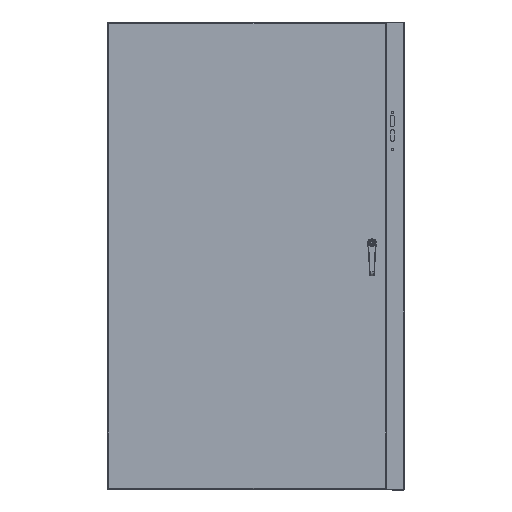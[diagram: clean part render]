
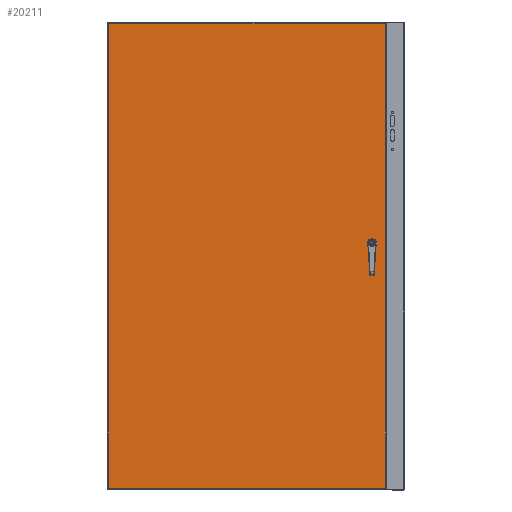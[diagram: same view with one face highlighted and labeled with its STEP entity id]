
A CAD part, top view. The second image highlights one B-rep face of the part: STEP entity #20211.
In plain terms, the highlighted face is planar.
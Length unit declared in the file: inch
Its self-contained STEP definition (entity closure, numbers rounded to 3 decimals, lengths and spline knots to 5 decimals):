
#18917=CARTESIAN_POINT('',(2.03262,31.825,0.0));
#18918=VERTEX_POINT('',#18917);
#18925=CARTESIAN_POINT('',(2.22,31.63762,0.0));
#18926=VERTEX_POINT('',#18925);
#18927=CARTESIAN_POINT('',(1.82,31.425,0.0));
#18928=DIRECTION('',(0.0,0.0,1.0));
#18929=DIRECTION('',(-0.469,-0.883,0.0));
#18930=AXIS2_PLACEMENT_3D('',#18927,#18928,#18929);
#18931=CIRCLE('',#18930,0.453);
#18932=EDGE_CURVE('',#18926,#18918,#18931,.T.);
#18957=CARTESIAN_POINT('',(2.22,31.21238,0.0));
#18958=VERTEX_POINT('',#18957);
#18959=CARTESIAN_POINT('',(2.22,31.21238,0.0));
#18960=DIRECTION('',(0.0,1.0,0.0));
#18961=VECTOR('',#18960,0.42525);
#18962=LINE('',#18959,#18961);
#18963=EDGE_CURVE('',#18958,#18926,#18962,.T.);
#18989=CARTESIAN_POINT('',(2.03262,31.025,0.0));
#18990=VERTEX_POINT('',#18989);
#18991=CARTESIAN_POINT('',(1.82,31.425,0.0));
#18992=DIRECTION('',(0.0,0.0,1.0));
#18993=DIRECTION('',(-0.883,0.469,0.0));
#18994=AXIS2_PLACEMENT_3D('',#18991,#18992,#18993);
#18995=CIRCLE('',#18994,0.453);
#18996=EDGE_CURVE('',#18990,#18958,#18995,.T.);
#19021=CARTESIAN_POINT('',(1.60738,31.025,0.0));
#19022=VERTEX_POINT('',#19021);
#19023=CARTESIAN_POINT('',(1.60738,31.025,0.0));
#19024=DIRECTION('',(1.0,0.0,0.0));
#19025=VECTOR('',#19024,0.42525);
#19026=LINE('',#19023,#19025);
#19027=EDGE_CURVE('',#19022,#18990,#19026,.T.);
#19053=CARTESIAN_POINT('',(1.42,31.21238,0.0));
#19054=VERTEX_POINT('',#19053);
#19055=CARTESIAN_POINT('',(1.82,31.425,0.0));
#19056=DIRECTION('',(0.0,0.0,1.0));
#19057=DIRECTION('',(0.469,0.883,0.0));
#19058=AXIS2_PLACEMENT_3D('',#19055,#19056,#19057);
#19059=CIRCLE('',#19058,0.453);
#19060=EDGE_CURVE('',#19054,#19022,#19059,.T.);
#19085=CARTESIAN_POINT('',(1.42,31.63762,0.0));
#19086=VERTEX_POINT('',#19085);
#19087=CARTESIAN_POINT('',(1.42,31.63762,0.0));
#19088=DIRECTION('',(0.0,-1.0,0.0));
#19089=VECTOR('',#19088,0.42525);
#19090=LINE('',#19087,#19089);
#19091=EDGE_CURVE('',#19086,#19054,#19090,.T.);
#19117=CARTESIAN_POINT('',(1.60738,31.825,0.0));
#19118=VERTEX_POINT('',#19117);
#19119=CARTESIAN_POINT('',(1.82,31.425,0.0));
#19120=DIRECTION('',(0.0,0.0,1.0));
#19121=DIRECTION('',(0.883,-0.469,0.0));
#19122=AXIS2_PLACEMENT_3D('',#19119,#19120,#19121);
#19123=CIRCLE('',#19122,0.453);
#19124=EDGE_CURVE('',#19118,#19086,#19123,.T.);
#19147=CARTESIAN_POINT('',(2.03262,31.825,0.0));
#19148=DIRECTION('',(-1.0,0.0,0.0));
#19149=VECTOR('',#19148,0.42525);
#19150=LINE('',#19147,#19149);
#19151=EDGE_CURVE('',#18918,#19118,#19150,.T.);
#19219=CARTESIAN_POINT('',(35.58225,0.10525,0.));
#19220=VERTEX_POINT('',#19219);
#19231=CARTESIAN_POINT('',(35.58225,59.64475,0.));
#19232=VERTEX_POINT('',#19231);
#19233=CARTESIAN_POINT('',(35.58225,59.64475,0.0));
#19234=DIRECTION('',(0.0,-1.0,0.0));
#19235=VECTOR('',#19234,59.5395);
#19236=LINE('',#19233,#19235);
#19237=EDGE_CURVE('',#19232,#19220,#19236,.T.);
#19389=CARTESIAN_POINT('',(0.10525,0.10525,0.));
#19390=VERTEX_POINT('',#19389);
#19401=CARTESIAN_POINT('',(35.58225,0.10525,0.0));
#19402=DIRECTION('',(-1.0,0.0,0.0));
#19403=VECTOR('',#19402,35.477);
#19404=LINE('',#19401,#19403);
#19405=EDGE_CURVE('',#19220,#19390,#19404,.T.);
#19666=CARTESIAN_POINT('',(0.10525,59.64475,0.));
#19667=VERTEX_POINT('',#19666);
#19678=CARTESIAN_POINT('',(0.10525,0.10525,0.0));
#19679=DIRECTION('',(0.0,1.0,0.0));
#19680=VECTOR('',#19679,59.5395);
#19681=LINE('',#19678,#19680);
#19682=EDGE_CURVE('',#19390,#19667,#19681,.T.);
#19947=CARTESIAN_POINT('',(0.10525,59.64475,0.0));
#19948=DIRECTION('',(1.0,0.0,0.0));
#19949=VECTOR('',#19948,35.477);
#19950=LINE('',#19947,#19949);
#19951=EDGE_CURVE('',#19667,#19232,#19950,.T.);
#20190=CARTESIAN_POINT('',(17.84375,29.875,0.0));
#20191=DIRECTION('',(0.0,0.0,1.0));
#20192=DIRECTION('',(1.0,0.0,0.0));
#20193=AXIS2_PLACEMENT_3D('',#20190,#20191,#20192);
#20194=PLANE('',#20193);
#20195=ORIENTED_EDGE('',*,*,#19237,.T.);
#20196=ORIENTED_EDGE('',*,*,#19405,.T.);
#20197=ORIENTED_EDGE('',*,*,#19682,.T.);
#20198=ORIENTED_EDGE('',*,*,#19951,.T.);
#20199=EDGE_LOOP('',(#20195,#20196,#20197,#20198));
#20200=FACE_OUTER_BOUND('',#20199,.T.);
#20201=ORIENTED_EDGE('',*,*,#18932,.T.);
#20202=ORIENTED_EDGE('',*,*,#19151,.T.);
#20203=ORIENTED_EDGE('',*,*,#19124,.T.);
#20204=ORIENTED_EDGE('',*,*,#19091,.T.);
#20205=ORIENTED_EDGE('',*,*,#19060,.T.);
#20206=ORIENTED_EDGE('',*,*,#19027,.T.);
#20207=ORIENTED_EDGE('',*,*,#18996,.T.);
#20208=ORIENTED_EDGE('',*,*,#18963,.T.);
#20209=EDGE_LOOP('',(#20201,#20202,#20203,#20204,#20205,#20206,#20207,#20208));
#20210=FACE_BOUND('',#20209,.T.);
#20211=ADVANCED_FACE('',(#20200,#20210),#20194,.F.);
